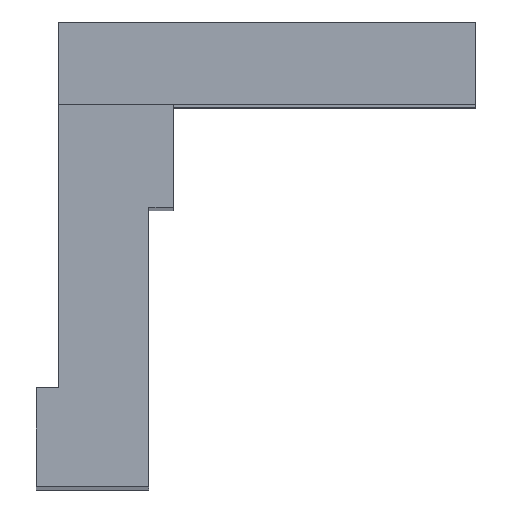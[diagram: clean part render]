
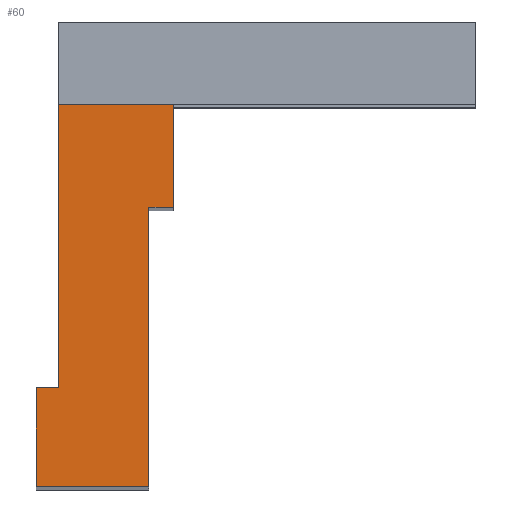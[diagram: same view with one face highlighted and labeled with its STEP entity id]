
A CAD part, top view. The second image highlights one B-rep face of the part: STEP entity #60.
In plain terms, the highlighted planar face has unit normal (0, 0, 1).
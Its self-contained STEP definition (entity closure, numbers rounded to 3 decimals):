
#60=ADVANCED_FACE('',(#153),#107,.F.);
#107=PLANE('',#1118);
#153=FACE_OUTER_BOUND('',#201,.T.);
#201=EDGE_LOOP('',(#366,#367,#368,#369,#370,#371,#372,#373));
#366=ORIENTED_EDGE('',*,*,#717,.F.);
#367=ORIENTED_EDGE('',*,*,#720,.F.);
#368=ORIENTED_EDGE('',*,*,#721,.F.);
#369=ORIENTED_EDGE('',*,*,#679,.F.);
#370=ORIENTED_EDGE('',*,*,#689,.F.);
#371=ORIENTED_EDGE('',*,*,#694,.T.);
#372=ORIENTED_EDGE('',*,*,#722,.F.);
#373=ORIENTED_EDGE('',*,*,#723,.F.);
#566=VERTEX_POINT('',#1499);
#567=VERTEX_POINT('',#1501);
#574=VERTEX_POINT('',#1519);
#578=VERTEX_POINT('',#1529);
#592=VERTEX_POINT('',#1576);
#593=VERTEX_POINT('',#1577);
#594=VERTEX_POINT('',#1582);
#595=VERTEX_POINT('',#1585);
#679=EDGE_CURVE('',#566,#567,#831,.T.);
#689=EDGE_CURVE('',#574,#566,#841,.T.);
#694=EDGE_CURVE('',#574,#578,#846,.T.);
#717=EDGE_CURVE('',#592,#593,#869,.T.);
#720=EDGE_CURVE('',#594,#592,#872,.T.);
#721=EDGE_CURVE('',#567,#594,#873,.T.);
#722=EDGE_CURVE('',#595,#578,#874,.T.);
#723=EDGE_CURVE('',#593,#595,#875,.T.);
#831=LINE('',#1500,#983);
#841=LINE('',#1520,#993);
#846=LINE('',#1530,#998);
#869=LINE('',#1575,#1021);
#872=LINE('',#1581,#1024);
#873=LINE('',#1583,#1025);
#874=LINE('',#1584,#1026);
#875=LINE('',#1586,#1027);
#983=VECTOR('',#1224,1.);
#993=VECTOR('',#1238,1.);
#998=VECTOR('',#1245,1.);
#1021=VECTOR('',#1286,1.);
#1024=VECTOR('',#1291,1.);
#1025=VECTOR('',#1292,1.);
#1026=VECTOR('',#1293,1.);
#1027=VECTOR('',#1294,1.);
#1118=AXIS2_PLACEMENT_3D('',#1587,#1295,#1296);
#1224=DIRECTION('',(-1.,0.,0.));
#1238=DIRECTION('',(0.,-1.,0.));
#1245=DIRECTION('',(-1.,0.,0.));
#1286=DIRECTION('',(0.,1.,0.));
#1291=DIRECTION('',(-1.,0.,0.));
#1292=DIRECTION('',(0.,-1.,0.));
#1293=DIRECTION('',(0.,1.,0.));
#1294=DIRECTION('',(1.,0.,0.));
#1295=DIRECTION('',(0.,0.,-1.));
#1296=DIRECTION('',(1.,0.,0.));
#1499=CARTESIAN_POINT('',(5.87,11.93,86.62));
#1500=CARTESIAN_POINT('',(5.87,11.93,86.62));
#1501=CARTESIAN_POINT('',(4.82,11.93,86.62));
#1519=CARTESIAN_POINT('',(5.87,16.33,86.62));
#1520=CARTESIAN_POINT('',(5.87,16.33,86.62));
#1529=CARTESIAN_POINT('',(0.95,16.33,86.62));
#1530=CARTESIAN_POINT('',(5.87,16.33,86.62));
#1575=CARTESIAN_POINT('',(0.,0.,86.62));
#1576=CARTESIAN_POINT('',(0.,0.,86.62));
#1577=CARTESIAN_POINT('',(0.,4.23,86.62));
#1581=CARTESIAN_POINT('',(4.82,0.,86.62));
#1582=CARTESIAN_POINT('',(4.82,0.,86.62));
#1583=CARTESIAN_POINT('',(4.82,11.93,86.62));
#1584=CARTESIAN_POINT('',(0.95,4.23,86.62));
#1585=CARTESIAN_POINT('',(0.95,4.23,86.62));
#1586=CARTESIAN_POINT('',(0.,4.23,86.62));
#1587=CARTESIAN_POINT('',(-0.294,17.147,86.62));
